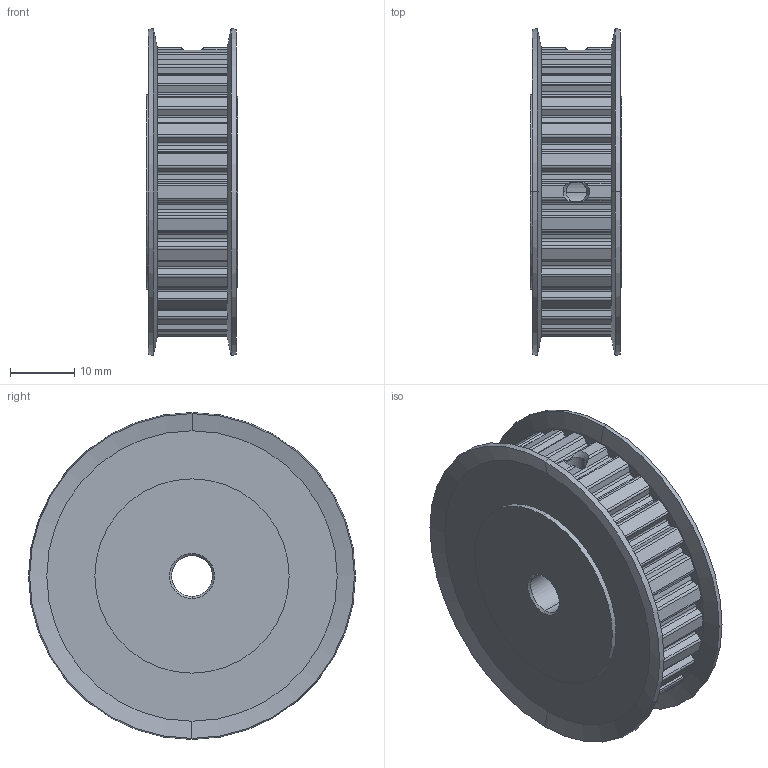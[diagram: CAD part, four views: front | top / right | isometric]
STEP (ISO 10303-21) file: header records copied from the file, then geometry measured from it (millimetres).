
FILE_DESCRIPTION (( 'STEP AP214' ), '1' );
FILE_NAME ('APB28XL037AF-250.step', '2015-04-08T21:08:41', ( '' ), ( '' ), 'SwSTEP 2.0', 'SolidWorks 2014', '' );
FILE_SCHEMA (( 'AUTOMOTIVE_DESIGN' ));
Length unit declared in the file: inch
Products named in the file (1): APB28XL037AF-250
Bounding box: 14.16 x 50.8 x 50.8 mm (x, y, z)
Volume: 20093.5 mm3; surface area: 8043.2 mm2
Topology: 1 solids, 1 shells, 293 faces, 852 edges, 562 vertices
Faces by surface type: cylinder 173, plane 96, cone 24
Entity records: 9968 total; most frequent: CARTESIAN_POINT 1872, DIRECTION 1782, ORIENTED_EDGE 1704, EDGE_CURVE 852, AXIS2_PLACEMENT_3D 664, VERTEX_POINT 562, LINE 454, VECTOR 454
